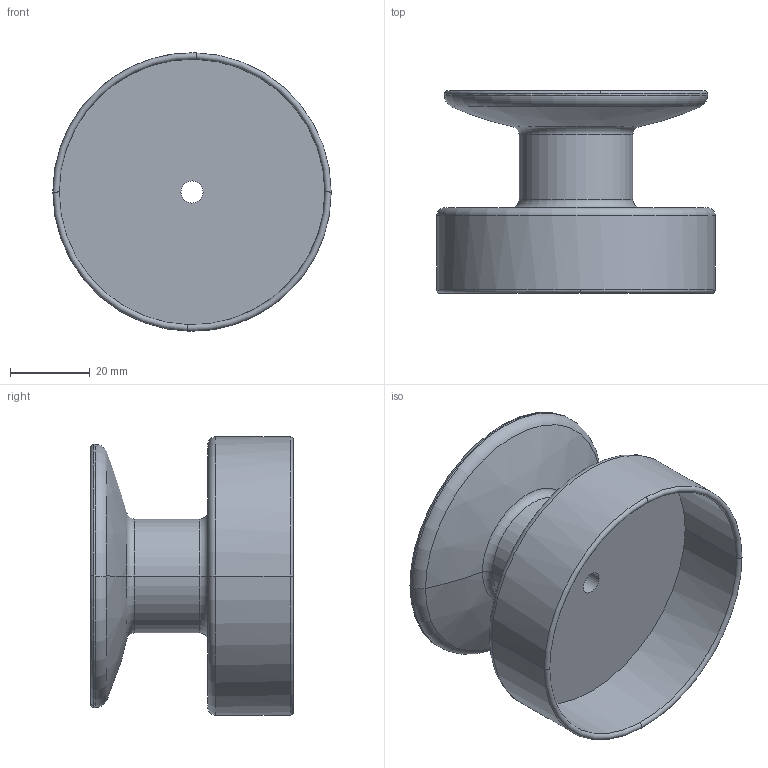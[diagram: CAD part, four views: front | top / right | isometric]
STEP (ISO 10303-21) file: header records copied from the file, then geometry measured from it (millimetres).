
FILE_DESCRIPTION(('produced by SPATIAL CORP'),'2;1');
FILE_NAME( 'spool.prt.hh.sat.stp', '2002-04-19T13:31:41+00:00',('SPATIAL CORP'),('SPATIAL CORP'), 'ACIS STEP Husk','http://www.spatial.com','SPATIAL CORP');
FILE_SCHEMA(('CONFIG_CONTROL_DESIGN'));
Length unit declared in the file: millimetre
Products named in the file (1): PRODUCT_ID_1
Bounding box: 69.85 x 50.8 x 69.85 mm (x, y, z)
Volume: 35969.9 mm3; surface area: 25558.7 mm2
Topology: 1 solids, 1 shells, 65 faces, 146 edges, 86 vertices
Faces by surface type: cylinder 30, torus 20, plane 9, sphere 2, cone 2, bspline 2
Entity records: 1771 total; most frequent: CARTESIAN_POINT 329, ORIENTED_EDGE 300, DIRECTION 284, EDGE_CURVE 150, AXIS2_PLACEMENT_3D 126, CIRCLE 93, VERTEX_POINT 90, EDGE_LOOP 70
